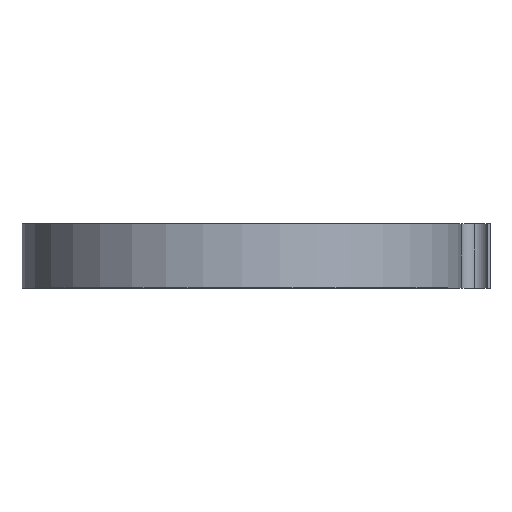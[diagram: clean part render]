
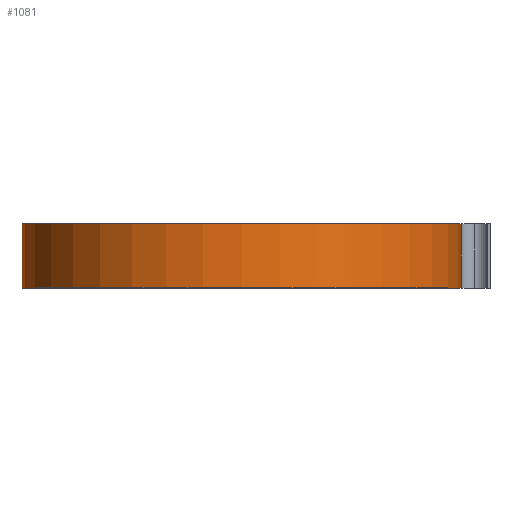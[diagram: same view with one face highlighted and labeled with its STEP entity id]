
A CAD part, top view. The second image highlights one B-rep face of the part: STEP entity #1081.
In plain terms, the highlighted cylindrical face has radius 41 mm (diameter 82 mm), a partial arc.
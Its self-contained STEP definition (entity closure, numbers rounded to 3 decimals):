
#157 = CARTESIAN_POINT ( 'NONE',  ( 0., 12., 0. ) ) ;
#175 = CARTESIAN_POINT ( 'NONE',  ( 0., 12., 0. ) ) ;
#200 = CARTESIAN_POINT ( 'NONE',  ( -41., 12., 0. ) ) ;
#376 = AXIS2_PLACEMENT_3D ( 'NONE', #1204, #3971, #1602 ) ;
#568 = DIRECTION ( 'NONE',  ( 0., -1., 0. ) ) ;
#596 = FACE_OUTER_BOUND ( 'NONE', #3726, .T. ) ;
#698 = VERTEX_POINT ( 'NONE', #1449 ) ;
#704 = EDGE_CURVE ( 'NONE', #3223, #698, #1022, .T. ) ;
#765 = ORIENTED_EDGE ( 'NONE', *, *, #1809, .T. ) ;
#831 = DIRECTION ( 'NONE',  ( 0., -1., 0. ) ) ;
#994 = DIRECTION ( 'NONE',  ( 0., -1., 0. ) ) ;
#1022 = LINE ( 'NONE', #200, #2561 ) ;
#1081 = ADVANCED_FACE ( 'NONE', ( #596 ), #4230, .T. ) ;
#1097 = VECTOR ( 'NONE', #831, 1000. ) ;
#1183 = LINE ( 'NONE', #4375, #1097 ) ;
#1204 = CARTESIAN_POINT ( 'NONE',  ( 0., 0., 0. ) ) ;
#1351 = DIRECTION ( 'NONE',  ( 1., 0., 0. ) ) ;
#1449 = CARTESIAN_POINT ( 'NONE',  ( -41., 0., 0. ) ) ;
#1602 = DIRECTION ( 'NONE',  ( 1., 0., 0. ) ) ;
#1808 = VERTEX_POINT ( 'NONE', #5233 ) ;
#1809 = EDGE_CURVE ( 'NONE', #698, #1808, #2645, .T. ) ;
#1906 = VERTEX_POINT ( 'NONE', #2918 ) ;
#1975 = AXIS2_PLACEMENT_3D ( 'NONE', #175, #568, #2269 ) ;
#2115 = CARTESIAN_POINT ( 'NONE',  ( -41., 12., 0. ) ) ;
#2269 = DIRECTION ( 'NONE',  ( 0., 0., -1. ) ) ;
#2380 = ORIENTED_EDGE ( 'NONE', *, *, #704, .T. ) ;
#2561 = VECTOR ( 'NONE', #994, 1000. ) ;
#2645 = CIRCLE ( 'NONE', #376, 41. ) ;
#2918 = CARTESIAN_POINT ( 'NONE',  ( 41., 12., 0. ) ) ;
#3223 = VERTEX_POINT ( 'NONE', #2115 ) ;
#3726 = EDGE_LOOP ( 'NONE', ( #765, #5071, #4921, #2380 ) ) ;
#3971 = DIRECTION ( 'NONE',  ( 0., 1., 0. ) ) ;
#4127 = DIRECTION ( 'NONE',  ( 0., 1., 0. ) ) ;
#4201 = CIRCLE ( 'NONE', #4296, 41. ) ;
#4230 = CYLINDRICAL_SURFACE ( 'NONE', #1975, 41. ) ;
#4296 = AXIS2_PLACEMENT_3D ( 'NONE', #157, #4127, #1351 ) ;
#4375 = CARTESIAN_POINT ( 'NONE',  ( 41., 12., 0. ) ) ;
#4554 = EDGE_CURVE ( 'NONE', #1906, #1808, #1183, .T. ) ;
#4673 = EDGE_CURVE ( 'NONE', #3223, #1906, #4201, .T. ) ;
#4921 = ORIENTED_EDGE ( 'NONE', *, *, #4673, .F. ) ;
#5071 = ORIENTED_EDGE ( 'NONE', *, *, #4554, .F. ) ;
#5233 = CARTESIAN_POINT ( 'NONE',  ( 41., 0., 0. ) ) ;
